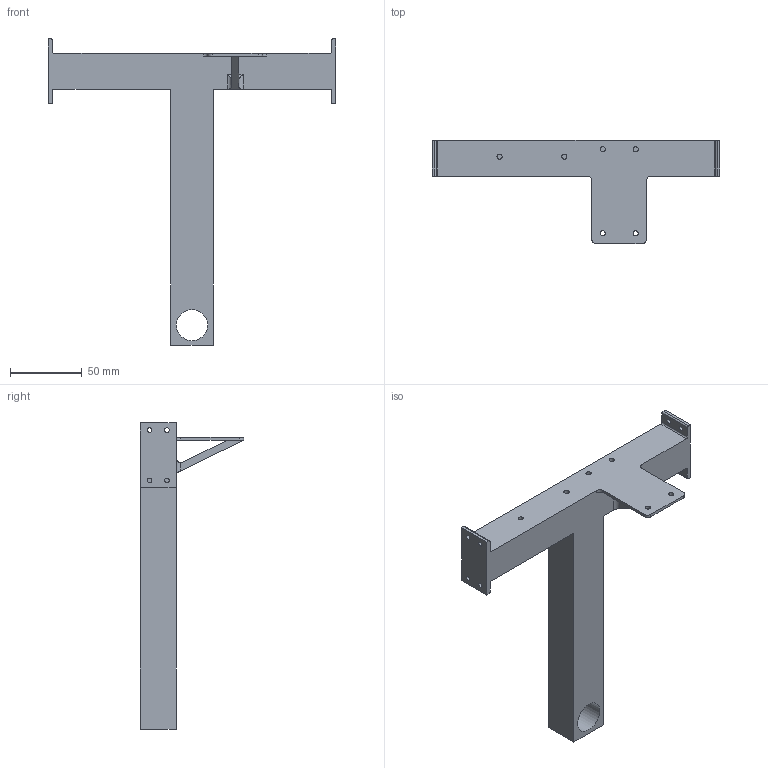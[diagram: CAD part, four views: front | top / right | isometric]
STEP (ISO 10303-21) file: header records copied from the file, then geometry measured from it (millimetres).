
FILE_DESCRIPTION(/* description */ ('STEP AP242','CAx-IF Rec.Pracs.---Representation and Presentation of Product Manufacturing Information (PMI)---4.0---2014-10-13','CAx-IF Rec.Pracs.---3D Tessellated Geometry---0.4---2014-09-14','2;1'),/* implementation_level */ '2;1');
FILE_NAME(/* name */ 'Assembly - start_cap_center',/* time_stamp */ '2025-05-01T17:21:17Z',/* author */ (''),/* organization */ (''),/* preprocessor_version */ 'ST-DEVELOPER v20',/* originating_system */ 'ONSHAPE BY PTC INC, 1.197',/* authorisation */ ' ');
FILE_SCHEMA (('AP242_MANAGED_MODEL_BASED_3D_ENGINEERING_MIM_LF { 1 0 10303 442 1 1 4 }'));
Length unit declared in the file: metre
Products named in the file (1): start_cap_center
Bounding box: 200 x 71.95 x 212.8 mm (x, y, z)
Volume: 252894.3 mm3; surface area: 48541.1 mm2
Topology: 1 solids, 1 shells, 62 faces, 174 edges, 116 vertices
Faces by surface type: cylinder 32, plane 30
Full cylindrical faces by diameter (mm): 3.264 x8, 3.581 x6, 21.709 x1
Entity records: 1981 total; most frequent: DIRECTION 345, CARTESIAN_POINT 330, ORIENTED_EDGE 310, EDGE_CURVE 155, AXIS2_PLACEMENT_3D 127, VERTEX_POINT 112, EDGE_LOOP 103, FACE_BOUND 103
